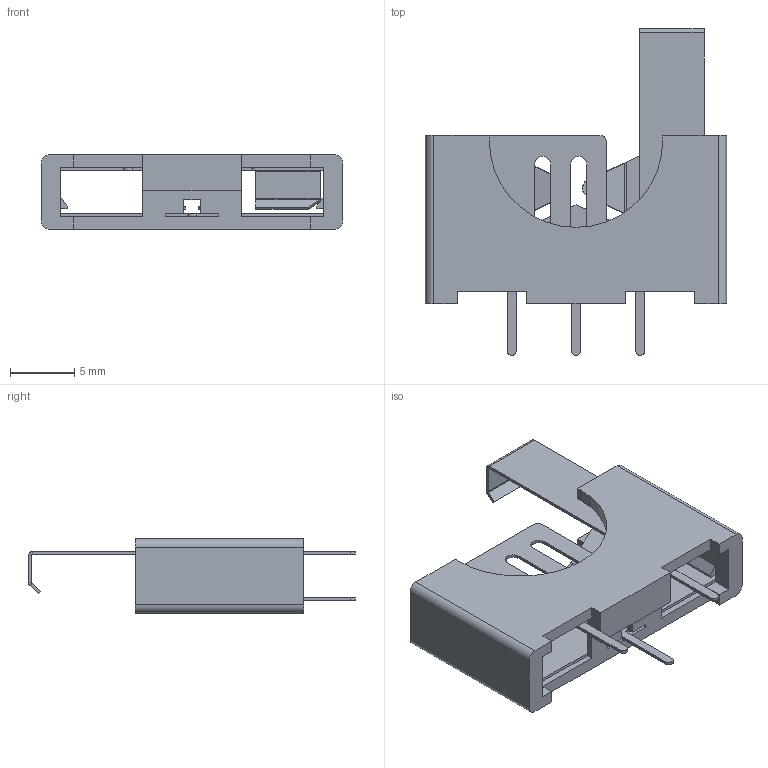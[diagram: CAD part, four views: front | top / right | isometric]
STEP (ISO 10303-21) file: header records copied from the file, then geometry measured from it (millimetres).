
FILE_DESCRIPTION (( 'STEP AP214' ), '1' );
FILE_NAME ('BK-5058-4MM.STEP', '2020-01-11T18:06:56', ( '' ), ( '' ), 'SwSTEP 2.0', 'SolidWorks 2017', '' );
FILE_SCHEMA (( 'AUTOMOTIVE_DESIGN' ));
Length unit declared in the file: millimetre
Products named in the file (1): BK-5058-4MM
Bounding box: 23.42 x 25.41 x 5.8 mm (x, y, z)
Volume: 685.6 mm3; surface area: 2330.9 mm2
Topology: 3 solids, 3 shells, 153 faces, 424 edges, 272 vertices
Faces by surface type: plane 113, cylinder 36, bspline 4
Entity records: 4902 total; most frequent: CARTESIAN_POINT 924, ORIENTED_EDGE 848, DIRECTION 770, EDGE_CURVE 424, LINE 342, VECTOR 342, VERTEX_POINT 272, AXIS2_PLACEMENT_3D 214
